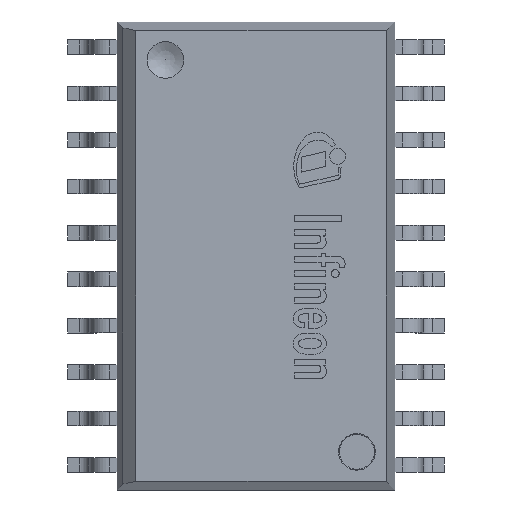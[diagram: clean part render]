
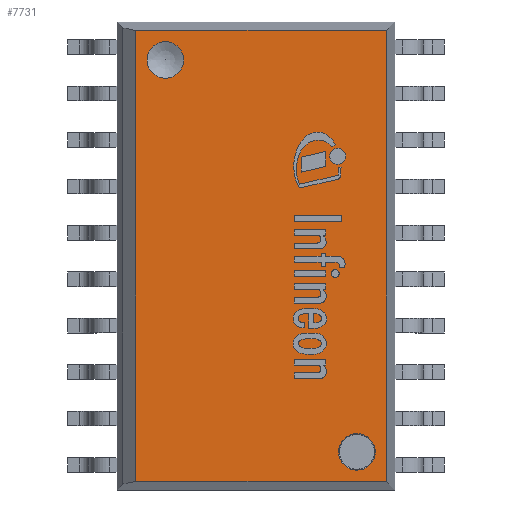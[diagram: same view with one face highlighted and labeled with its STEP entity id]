
A CAD part, top view. The second image highlights one B-rep face of the part: STEP entity #7731.
In plain terms, the highlighted planar face has unit normal (0, 0, 1).
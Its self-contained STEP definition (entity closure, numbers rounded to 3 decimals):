
#73=FACE_BOUND('',#2870,.T.);
#74=FACE_BOUND('',#2871,.T.);
#93=PLANE('',#8236);
#506=LINE('',#11136,#1405);
#513=LINE('',#11149,#1412);
#516=LINE('',#11156,#1415);
#520=LINE('',#11162,#1419);
#1405=VECTOR('',#8919,1000.);
#1412=VECTOR('',#8928,1000.);
#1415=VECTOR('',#8933,1000.);
#1419=VECTOR('',#8941,1000.);
#2410=FACE_OUTER_BOUND('',#2869,.T.);
#2869=EDGE_LOOP('',(#5492,#5493,#5494,#5495));
#2870=EDGE_LOOP('',(#5496));
#2871=EDGE_LOOP('',(#5497));
#3326=CIRCLE('',#8229,0.5);
#3327=CIRCLE('',#8231,0.5);
#3540=VERTEX_POINT('',#11126);
#3541=VERTEX_POINT('',#11130);
#3542=VERTEX_POINT('',#11134);
#3543=VERTEX_POINT('',#11135);
#3548=VERTEX_POINT('',#11147);
#3551=VERTEX_POINT('',#11154);
#4308=EDGE_CURVE('',#3540,#3540,#3326,.T.);
#4310=EDGE_CURVE('',#3541,#3541,#3327,.T.);
#4311=EDGE_CURVE('',#3542,#3543,#506,.T.);
#4318=EDGE_CURVE('',#3543,#3548,#513,.T.);
#4321=EDGE_CURVE('',#3548,#3551,#516,.T.);
#4325=EDGE_CURVE('',#3542,#3551,#520,.T.);
#5492=ORIENTED_EDGE('',*,*,#4325,.F.);
#5493=ORIENTED_EDGE('',*,*,#4311,.T.);
#5494=ORIENTED_EDGE('',*,*,#4318,.T.);
#5495=ORIENTED_EDGE('',*,*,#4321,.T.);
#5496=ORIENTED_EDGE('',*,*,#4308,.F.);
#5497=ORIENTED_EDGE('',*,*,#4310,.F.);
#7731=ADVANCED_FACE('',(#2410,#73,#74),#93,.T.);
#8229=AXIS2_PLACEMENT_3D('',#11128,#8910,#8911);
#8231=AXIS2_PLACEMENT_3D('',#11132,#8915,#8916);
#8236=AXIS2_PLACEMENT_3D('',#11161,#8939,#8940);
#8910=DIRECTION('center_axis',(0.,0.,1.));
#8911=DIRECTION('ref_axis',(0.,-1.,0.));
#8915=DIRECTION('center_axis',(0.,0.,1.));
#8916=DIRECTION('ref_axis',(0.,-1.,0.));
#8919=DIRECTION('',(1.,0.,0.));
#8928=DIRECTION('',(0.,1.,0.));
#8933=DIRECTION('',(-1.,0.,0.));
#8939=DIRECTION('center_axis',(0.,0.,1.));
#8940=DIRECTION('ref_axis',(0.,-1.,0.));
#8941=DIRECTION('',(0.,1.,0.));
#11126=CARTESIAN_POINT('',(2.76,-4.86,2.55));
#11128=CARTESIAN_POINT('Origin',(2.76,-5.36,2.55));
#11130=CARTESIAN_POINT('',(-2.48,5.86,2.55));
#11132=CARTESIAN_POINT('Origin',(-2.48,5.36,2.55));
#11134=CARTESIAN_POINT('',(-3.291,-6.166,2.55));
#11135=CARTESIAN_POINT('',(3.566,-6.166,2.55));
#11136=CARTESIAN_POINT('',(3.8,-6.166,2.55));
#11147=CARTESIAN_POINT('',(3.566,6.166,2.55));
#11149=CARTESIAN_POINT('',(3.566,6.4,2.55));
#11154=CARTESIAN_POINT('',(-3.291,6.166,2.55));
#11156=CARTESIAN_POINT('',(3.8,6.166,2.55));
#11161=CARTESIAN_POINT('Origin',(0.,0.,2.55));
#11162=CARTESIAN_POINT('',(-3.291,0.,2.55));
